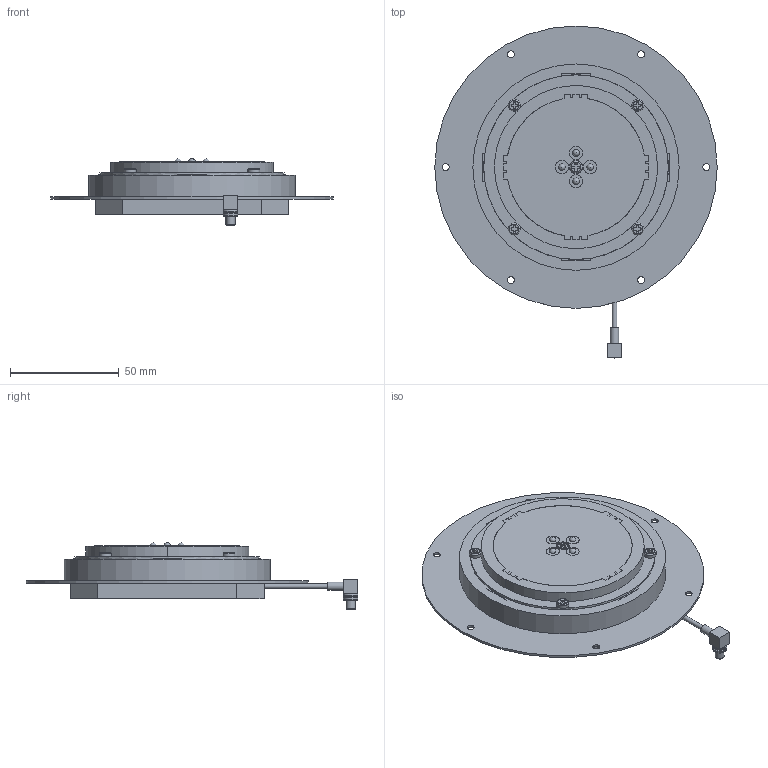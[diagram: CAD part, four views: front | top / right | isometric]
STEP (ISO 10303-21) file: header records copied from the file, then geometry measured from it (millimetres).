
FILE_DESCRIPTION(/* description */ (''),/* implementation_level */ '2;1');
FILE_NAME(/* name */ '20230404-001',/* time_stamp */ '2023-04-04T20:23:25+08:00',/* author */ (''),/* organization */ (''),/* preprocessor_version */ 'ST-DEVELOPER v9',/* originating_system */ 'UGS - NX 4.0',/* authorisation */ '');
FILE_SCHEMA (('CONFIG_CONTROL_DESIGN'));
Length unit declared in the file: millimetre
Products named in the file (1): AdmiBC66l99n
Bounding box: 130 x 152.84 x 30.65 mm (x, y, z)
Volume: 167924.1 mm3; surface area: 64823.4 mm2
Topology: 8 solids, 12 shells, 246 faces, 582 edges, 386 vertices
Faces by surface type: plane 154, cylinder 35, cone 29, extrusion 14, torus 10, sphere 4
Full cylindrical faces by diameter (mm): 0.5 x1, 0.7 x1, 2.2 x1, 3 x9, 3.2 x6, 3.8 x1, 4.2 x1, 5.5 x5, 6 x5, 6.5 x1, 6.7 x1, 85 x1, 95 x1, 130 x1
Entity records: 7062 total; most frequent: CARTESIAN_POINT 1723, ORIENTED_EDGE 1012, DIRECTION 1009, EDGE_CURVE 506, AXIS2_PLACEMENT_3D 373, VERTEX_POINT 368, EDGE_LOOP 342, VECTOR 263
